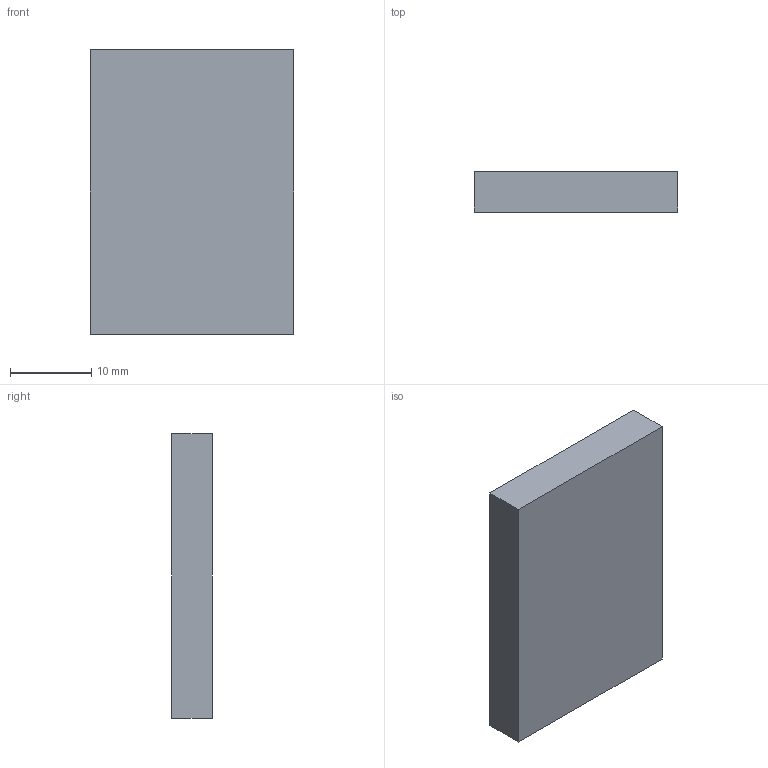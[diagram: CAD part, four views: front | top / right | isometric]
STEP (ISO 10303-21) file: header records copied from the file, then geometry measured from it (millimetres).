
FILE_DESCRIPTION(('25mm-37mm-5mm-lipo-battery'),'1');
FILE_NAME('25mm-37mm-5mm-lipo-battery.step', '2025-05-10T20:21:57.192033406+00:00', ('cjshearer'), ('Organization unknown'), 'cjshearer.dev', 'cjshearer.dev', 'Authorization unknown');
FILE_SCHEMA(('AP203_CONFIGURATION_CONTROLLED_3D_DESIGN_OF_MECHANICAL_PARTS_AND_ASSEMBLIES_MIM_LF'));
Length unit declared in the file: metre
Products named in the file (1): UNIDENTIFIED_PRODUCT
Bounding box: 25 x 5 x 35 mm (x, y, z)
Volume: 4375 mm3; surface area: 2350 mm2
Topology: 1 solids, 1 shells, 6 faces, 12 edges, 8 vertices
Faces by surface type: plane 6
Entity records: 153 total; most frequent: CARTESIAN_POINT 26, ORIENTED_EDGE 24, DIRECTION 18, VECTOR 12, LINE 12, EDGE_CURVE 12, VERTEX_POINT 8, AXIS2_PLACEMENT_3D 6
